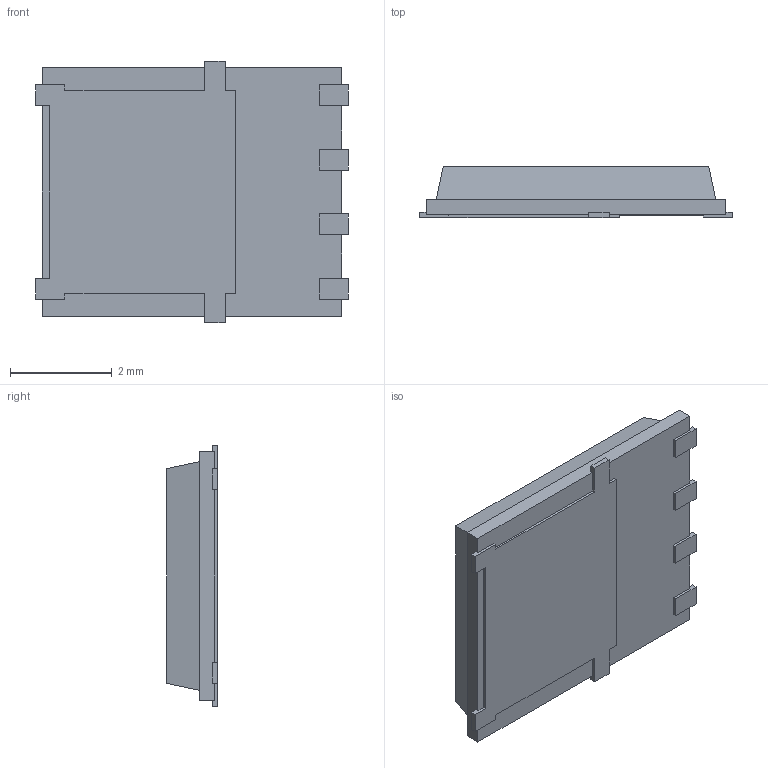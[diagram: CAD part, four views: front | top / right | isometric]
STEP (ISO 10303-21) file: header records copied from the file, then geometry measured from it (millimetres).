
FILE_DESCRIPTION (( 'STEP AP214' ), '1' );
FILE_NAME ('NVMFS5113PLT1G.STEP', '2022-09-20T09:58:37', ( '' ), ( '' ), 'SwSTEP 2.0', 'SolidWorks 2018', '' );
FILE_SCHEMA (( 'AUTOMOTIVE_DESIGN' ));
Length unit declared in the file: millimetre
Products named in the file (1): NVMFS5113PLT1G
Bounding box: 6.15 x 1 x 5.15 mm (x, y, z)
Volume: 24.7 mm3; surface area: 76.8 mm2
Topology: 1 solids, 1 shells, 66 faces, 186 edges, 124 vertices
Faces by surface type: plane 64, cylinder 2
Entity records: 2854 total; most frequent: CARTESIAN_POINT 377, ORIENTED_EDGE 372, DIRECTION 324, EDGE_CURVE 186, VECTOR 182, LINE 182, VERTEX_POINT 124, AXIS2_PLACEMENT_3D 71
